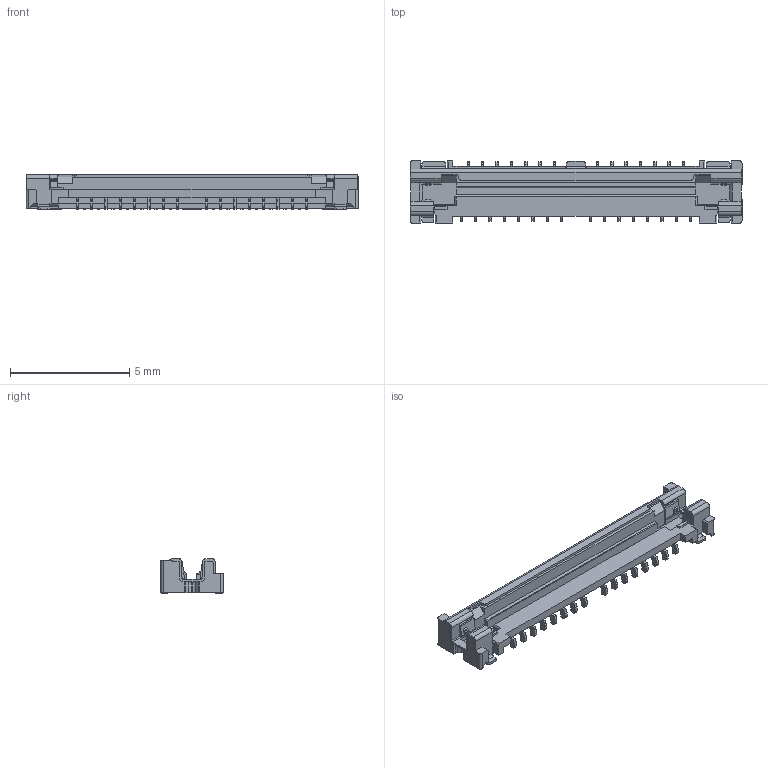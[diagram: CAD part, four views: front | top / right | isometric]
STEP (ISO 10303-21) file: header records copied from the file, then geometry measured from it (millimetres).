
FILE_DESCRIPTION(('Creo Elements/Direct Modeling STEP Export'),'2;1');
FILE_NAME('DF56C-30S-0.3V.stp','2015-09-16T11:41:01',(''),(''),'Creo Elements/Direct Modeling STEP processor for AP214 (Solid Model)','Creo Elements/Direct Modeling 18.1E 22-Nov-2013 (C) Parametric Technology GmbH','');
FILE_SCHEMA(('AUTOMOTIVE_DESIGN { 1 0 10303 214 1 1 1 1 }'));
Length unit declared in the file: millimetre
Products named in the file (1): DF56C-30S-0.3V
Bounding box: 13.9 x 2.6 x 1.45 mm (x, y, z)
Volume: 22.1 mm3; surface area: 140.4 mm2
Topology: 1 solids, 1 shells, 849 faces, 2407 edges, 1594 vertices
Faces by surface type: plane 530, cylinder 319
Entity records: 27527 total; most frequent: CARTESIAN_POINT 4842, ORIENTED_EDGE 4814, DIRECTION 4734, EDGE_CURVE 2407, VECTOR 1762, LINE 1762, VERTEX_POINT 1594, AXIS2_PLACEMENT_3D 1486
